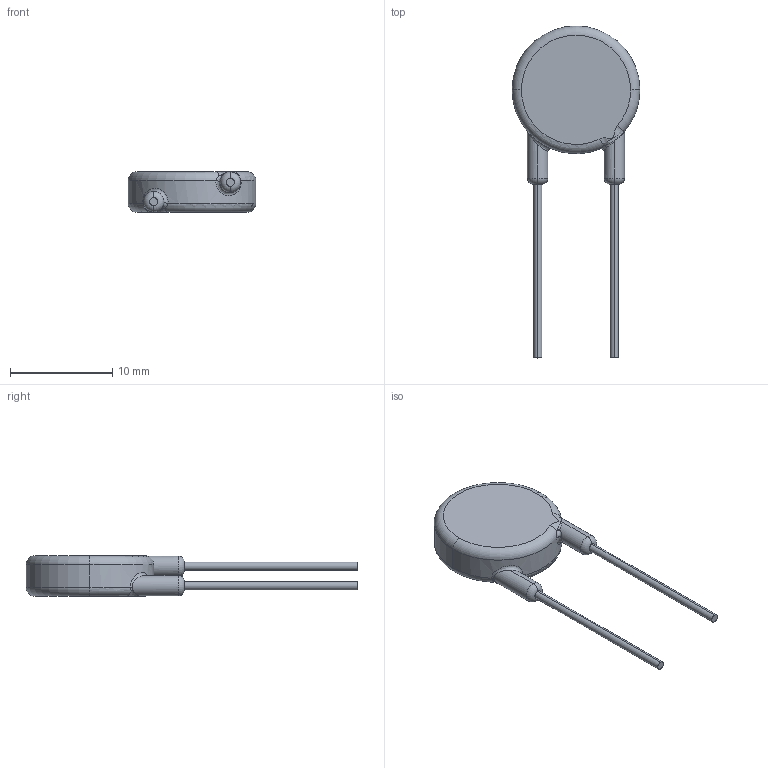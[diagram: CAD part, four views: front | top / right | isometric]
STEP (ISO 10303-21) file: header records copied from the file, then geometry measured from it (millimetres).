
FILE_DESCRIPTION (( 'STEP AP214' ), '1' );
FILE_NAME ('MOV-10D241K.STEP', '2021-02-05T01:41:30', ( '' ), ( '' ), 'SwSTEP 2.0', 'SolidWorks 2017', '' );
FILE_SCHEMA (( 'AUTOMOTIVE_DESIGN' ));
Length unit declared in the file: millimetre
Products named in the file (1): MOV-10D241K
Bounding box: 12.5 x 32.5 x 4 mm (x, y, z)
Volume: 521.6 mm3; surface area: 508 mm2
Topology: 3 solids, 3 shells, 42 faces, 92 edges, 52 vertices
Faces by surface type: bspline 14, torus 10, cylinder 10, plane 8
Entity records: 3261 total; most frequent: CARTESIAN_POINT 2396, ORIENTED_EDGE 176, DIRECTION 156, EDGE_CURVE 88, AXIS2_PLACEMENT_3D 73, VERTEX_POINT 52, CIRCLE 44, FACE_OUTER_BOUND 42
